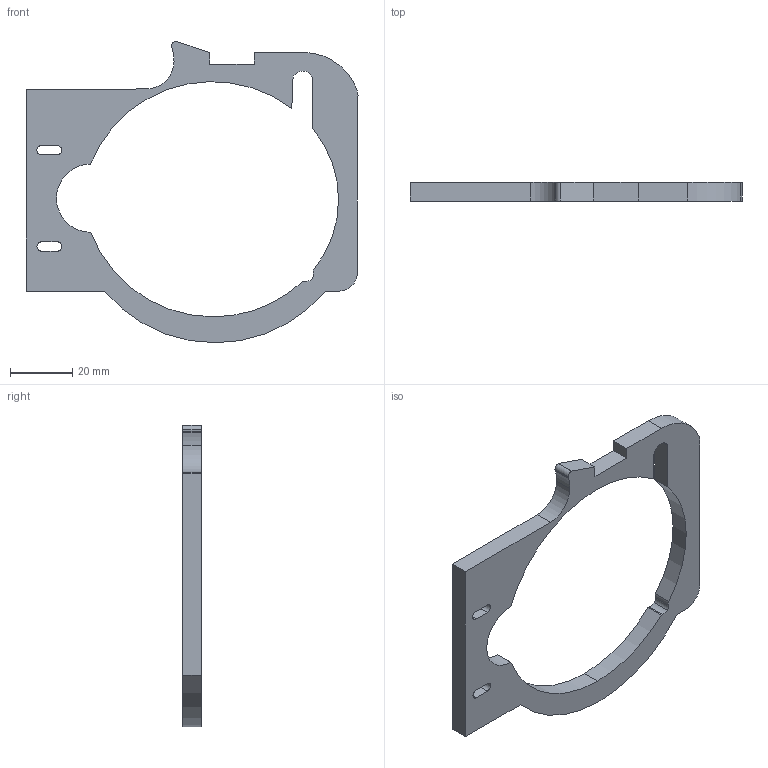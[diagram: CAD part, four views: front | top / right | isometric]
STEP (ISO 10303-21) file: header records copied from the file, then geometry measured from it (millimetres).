
FILE_DESCRIPTION (( 'STEP AP203' ), '1' );
FILE_NAME ('1509 Feeder Cap.STEP', '2014-07-23T10:16:27', ( '' ), ( '' ), 'SwSTEP 2.0', 'SolidWorks 2014', '' );
FILE_SCHEMA (( 'CONFIG_CONTROL_DESIGN' ));
Length unit declared in the file: millimetre
Products named in the file (1): 1509 Feeder Cap
Bounding box: 106.83 x 6 x 97.03 mm (x, y, z)
Volume: 19418.2 mm3; surface area: 10666 mm2
Topology: 1 solids, 1 shells, 47 faces, 135 edges, 90 vertices
Faces by surface type: cylinder 28, plane 19
Entity records: 1654 total; most frequent: DIRECTION 287, CARTESIAN_POINT 273, ORIENTED_EDGE 270, EDGE_CURVE 135, AXIS2_PLACEMENT_3D 104, VERTEX_POINT 90, VECTOR 79, LINE 79
